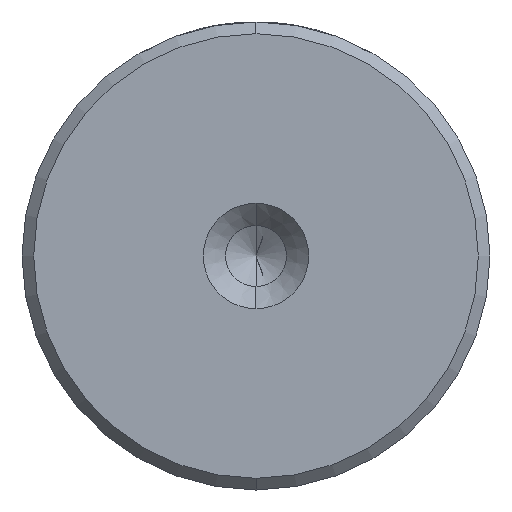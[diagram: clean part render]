
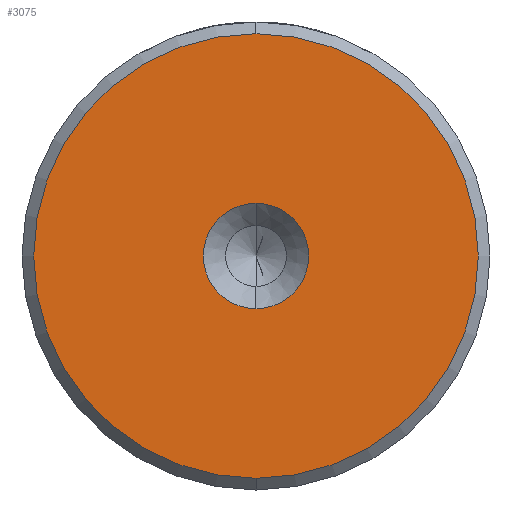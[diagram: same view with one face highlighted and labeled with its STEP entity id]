
A CAD part, left-side view. The second image highlights one B-rep face of the part: STEP entity #3075.
In plain terms, the highlighted planar face has unit normal (-1, 0, 0).
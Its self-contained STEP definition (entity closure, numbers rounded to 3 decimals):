
#37 = ORIENTED_EDGE ( 'NONE', *, *, #2676, .F. ) ;
#90 = FACE_BOUND ( 'NONE', #898, .T. ) ;
#115 = DIRECTION ( 'NONE',  ( 0., 0., 1. ) ) ;
#248 = DIRECTION ( 'NONE',  ( 0., 0., 1. ) ) ;
#400 = CIRCLE ( 'NONE', #1836, 2.25 ) ;
#424 = AXIS2_PLACEMENT_3D ( 'NONE', #2824, #1156, #3102 ) ;
#516 = CIRCLE ( 'NONE', #424, 9.5 ) ;
#560 = ORIENTED_EDGE ( 'NONE', *, *, #691, .T. ) ;
#691 = EDGE_CURVE ( 'NONE', #2292, #1468, #516, .T. ) ;
#774 = PLANE ( 'NONE',  #1698 ) ;
#898 = EDGE_LOOP ( 'NONE', ( #1517, #37 ) ) ;
#964 = CARTESIAN_POINT ( 'NONE',  ( 0., 0., 0. ) ) ;
#970 = VERTEX_POINT ( 'NONE', #2400 ) ;
#1037 = CARTESIAN_POINT ( 'NONE',  ( 0., 0., 0. ) ) ;
#1085 = CARTESIAN_POINT ( 'NONE',  ( 0., 0., 0. ) ) ;
#1141 = CIRCLE ( 'NONE', #2923, 2.25 ) ;
#1156 = DIRECTION ( 'NONE',  ( -1., 0., 0. ) ) ;
#1245 = DIRECTION ( 'NONE',  ( 0., 0., 1. ) ) ;
#1269 = CIRCLE ( 'NONE', #2898, 9.5 ) ;
#1369 = DIRECTION ( 'NONE',  ( 0., 0., 1. ) ) ;
#1468 = VERTEX_POINT ( 'NONE', #1815 ) ;
#1517 = ORIENTED_EDGE ( 'NONE', *, *, #3488, .F. ) ;
#1698 = AXIS2_PLACEMENT_3D ( 'NONE', #1037, #1886, #248 ) ;
#1764 = DIRECTION ( 'NONE',  ( -1., 0., 0. ) ) ;
#1815 = CARTESIAN_POINT ( 'NONE',  ( 0., 0., -9.5 ) ) ;
#1836 = AXIS2_PLACEMENT_3D ( 'NONE', #3394, #1764, #115 ) ;
#1886 = DIRECTION ( 'NONE',  ( -1., 0., 0. ) ) ;
#2292 = VERTEX_POINT ( 'NONE', #2732 ) ;
#2293 = FACE_OUTER_BOUND ( 'NONE', #2768, .T. ) ;
#2341 = EDGE_CURVE ( 'NONE', #1468, #2292, #1269, .T. ) ;
#2400 = CARTESIAN_POINT ( 'NONE',  ( 0., 0., 2.25 ) ) ;
#2417 = VERTEX_POINT ( 'NONE', #2512 ) ;
#2512 = CARTESIAN_POINT ( 'NONE',  ( 0., 0., -2.25 ) ) ;
#2676 = EDGE_CURVE ( 'NONE', #2417, #970, #400, .T. ) ;
#2732 = CARTESIAN_POINT ( 'NONE',  ( 0., 0., 9.5 ) ) ;
#2768 = EDGE_LOOP ( 'NONE', ( #3018, #560 ) ) ;
#2824 = CARTESIAN_POINT ( 'NONE',  ( 0., 0., 0. ) ) ;
#2898 = AXIS2_PLACEMENT_3D ( 'NONE', #1085, #3029, #1369 ) ;
#2915 = DIRECTION ( 'NONE',  ( -1., 0., 0. ) ) ;
#2923 = AXIS2_PLACEMENT_3D ( 'NONE', #964, #2915, #1245 ) ;
#3018 = ORIENTED_EDGE ( 'NONE', *, *, #2341, .T. ) ;
#3029 = DIRECTION ( 'NONE',  ( -1., 0., 0. ) ) ;
#3075 = ADVANCED_FACE ( 'NONE', ( #2293, #90 ), #774, .T. ) ;
#3102 = DIRECTION ( 'NONE',  ( 0., 0., 1. ) ) ;
#3394 = CARTESIAN_POINT ( 'NONE',  ( 0., 0., 0. ) ) ;
#3488 = EDGE_CURVE ( 'NONE', #970, #2417, #1141, .T. ) ;
